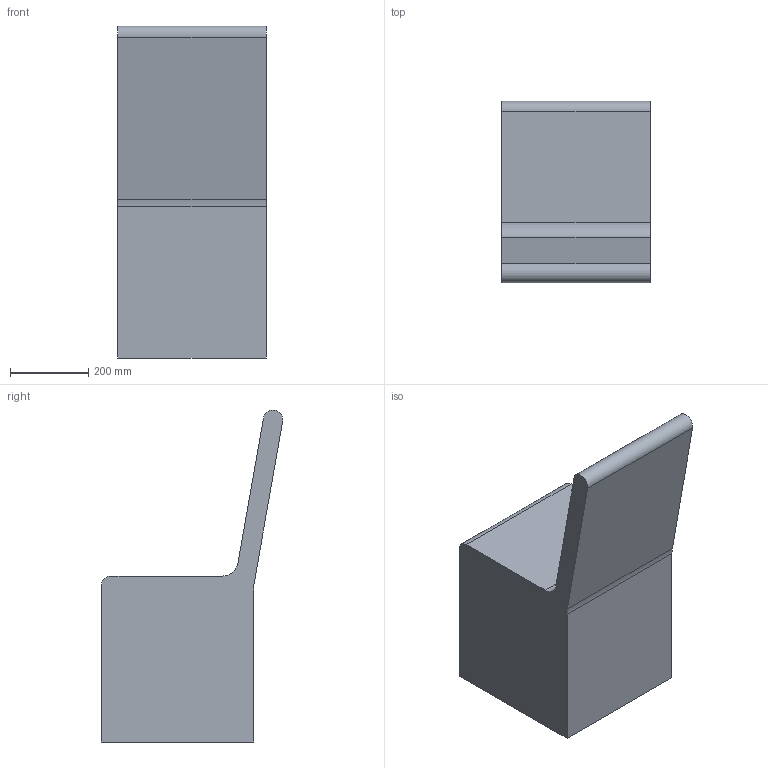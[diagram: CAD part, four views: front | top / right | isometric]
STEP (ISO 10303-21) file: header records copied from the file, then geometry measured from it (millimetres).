
FILE_DESCRIPTION(('CATIA V5 STEP Exchange'),'2;1');
FILE_NAME('Chaise2.stp','2021-02-15T13:25:13+00:00',('none'),('none'),'CATIA Version 5 Release 20 GA (IN-10)','CATIA V5 STEP AP203','none');
FILE_SCHEMA(('CONFIG_CONTROL_DESIGN'));
Length unit declared in the file: millimetre
Products named in the file (1): Chaise
Bounding box: 380 x 464.94 x 850 mm (x, y, z)
Volume: 71135654.2 mm3; surface area: 1306641.2 mm2
Topology: 1 solids, 1 shells, 12 faces, 54 edges, 50 vertices
Faces by surface type: plane 8, cylinder 4
Entity records: 597 total; most frequent: CARTESIAN_POINT 135, DIRECTION 78, ORIENTED_EDGE 60, VECTOR 46, LINE 46, EDGE_CURVE 30, COMPOSITE_CURVE_SEGMENT 24, TRIMMED_CURVE 24
